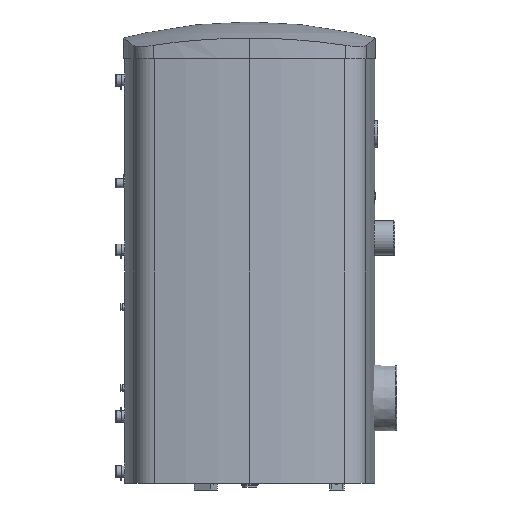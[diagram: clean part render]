
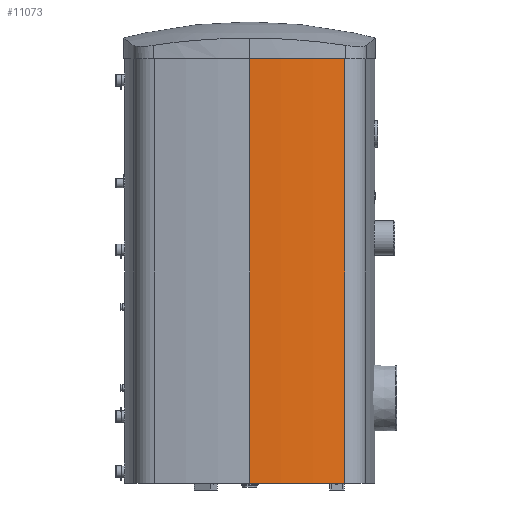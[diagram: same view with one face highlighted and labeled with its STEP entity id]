
A CAD part, left-side view. The second image highlights one B-rep face of the part: STEP entity #11073.
In plain terms, the highlighted cylindrical face has radius 1485 mm (diameter 2970 mm), a partial arc.
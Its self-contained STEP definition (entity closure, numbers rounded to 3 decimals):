
#1143=LINE('',#20479,#1992);
#1144=LINE('',#20485,#1993);
#1992=VECTOR('',#15481,1.);
#1993=VECTOR('',#15488,1.);
#2550=CYLINDRICAL_SURFACE('',#12318,1485.);
#3175=FACE_OUTER_BOUND('',#4053,.T.);
#4053=EDGE_LOOP('',(#9630,#9631,#9632,#9633));
#4696=CIRCLE('',#12319,1485.);
#4697=CIRCLE('',#12320,1485.);
#5669=VERTEX_POINT('',#20475);
#5670=VERTEX_POINT('',#20477);
#5671=VERTEX_POINT('',#20481);
#5672=VERTEX_POINT('',#20483);
#7031=EDGE_CURVE('',#5669,#5670,#1143,.T.);
#7032=EDGE_CURVE('',#5671,#5669,#4696,.T.);
#7033=EDGE_CURVE('',#5672,#5670,#4697,.T.);
#7034=EDGE_CURVE('',#5671,#5672,#1144,.T.);
#9630=ORIENTED_EDGE('',*,*,#7032,.T.);
#9631=ORIENTED_EDGE('',*,*,#7031,.T.);
#9632=ORIENTED_EDGE('',*,*,#7033,.F.);
#9633=ORIENTED_EDGE('',*,*,#7034,.F.);
#11073=ADVANCED_FACE('',(#3175),#2550,.T.);
#12318=AXIS2_PLACEMENT_3D('',#20480,#15482,#15483);
#12319=AXIS2_PLACEMENT_3D('',#20482,#15484,#15485);
#12320=AXIS2_PLACEMENT_3D('',#20484,#15486,#15487);
#15481=DIRECTION('',(0.,0.,1.));
#15482=DIRECTION('center_axis',(0.,0.,1.));
#15483=DIRECTION('ref_axis',(-1.,0.,0.));
#15484=DIRECTION('center_axis',(0.,0.,1.));
#15485=DIRECTION('ref_axis',(-1.,0.,0.));
#15486=DIRECTION('center_axis',(0.,0.,1.));
#15487=DIRECTION('ref_axis',(-1.,0.,0.));
#15488=DIRECTION('',(0.,0.,1.));
#20475=CARTESIAN_POINT('',(-347.391,-285.022,20.));
#20477=CARTESIAN_POINT('',(-347.391,-285.022,1294.));
#20479=CARTESIAN_POINT('',(-347.391,-285.022,20.));
#20480=CARTESIAN_POINT('Origin',(1110.,0.,
20.));
#20481=CARTESIAN_POINT('',(-375.,0.,20.));
#20482=CARTESIAN_POINT('Origin',(1110.,0.,
20.));
#20483=CARTESIAN_POINT('',(-375.,0.,1294.));
#20484=CARTESIAN_POINT('Origin',(1110.,0.,
1294.));
#20485=CARTESIAN_POINT('',(-375.,0.,20.));
